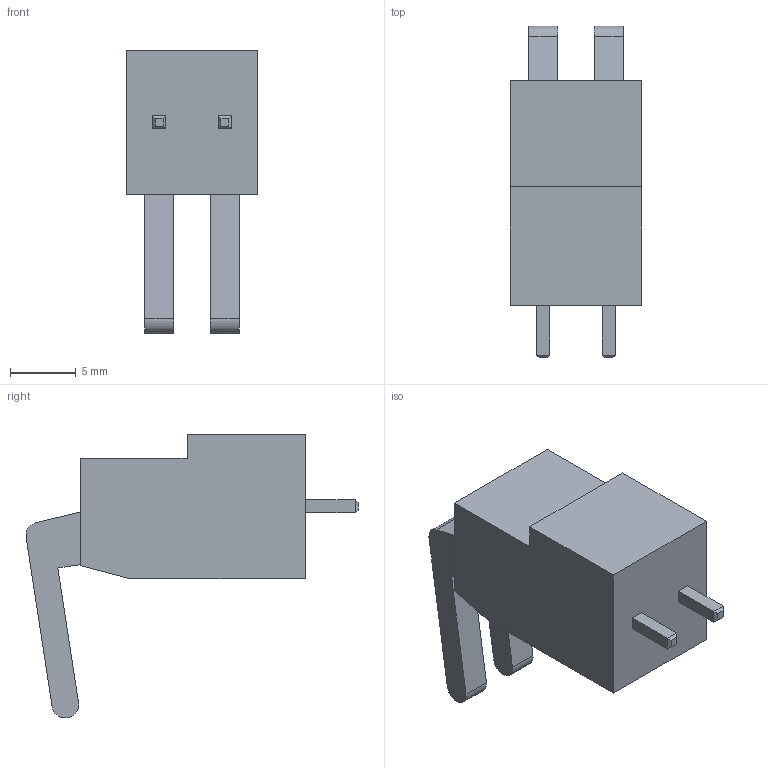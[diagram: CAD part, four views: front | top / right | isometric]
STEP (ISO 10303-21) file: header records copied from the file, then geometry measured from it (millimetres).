
FILE_DESCRIPTION((''),'2;1');
FILE_NAME('AST0250204','2020-11-26T11:07:16',('bryan.musy'),(''),'CREO PARAMETRIC BY PTC INC, 2016390','CREO PARAMETRIC BY PTC INC, 2016390','');
FILE_SCHEMA(('AUTOMOTIVE_DESIGN { 1 0 10303 214 1 1 1 1 }'));
Length unit declared in the file: millimetre
Products named in the file (1): AST0250204
Bounding box: 10 x 25.24 x 21.59 mm (x, y, z)
Volume: 1747.9 mm3; surface area: 1361.4 mm2
Topology: 1 solids, 1 shells, 65 faces, 163 edges, 106 vertices
Faces by surface type: plane 59, cylinder 6
Entity records: 3261 total; most frequent: CARTESIAN_POINT 336, ORIENTED_EDGE 326, DIRECTION 305, PRESENTATION_STYLE_ASSIGNMENT 218, STYLED_ITEM 164, CURVE_STYLE 163, EDGE_CURVE 163, VECTOR 151
